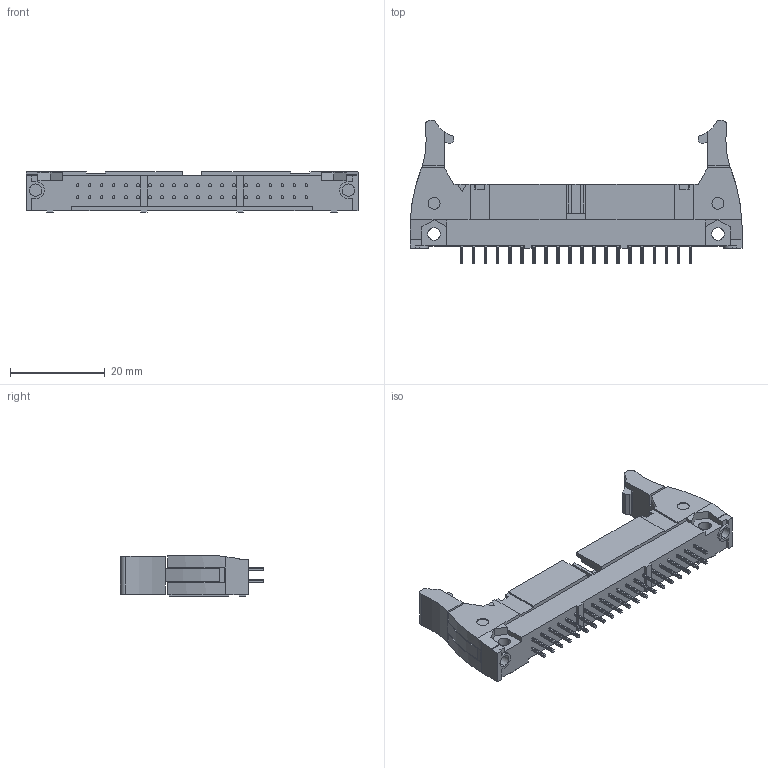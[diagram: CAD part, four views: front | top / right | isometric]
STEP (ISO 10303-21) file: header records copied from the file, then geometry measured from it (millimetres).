
FILE_DESCRIPTION (( 'STEP AP214' ), '1' );
FILE_NAME ('XG4A_4031.step', '2019-03-18T12:22:51', ( 'OSMC1.0 ' ), ( ' ' ), 'SwSTEP 2.0', 'SolidWorks 2002025', '' );
FILE_SCHEMA (( 'AUTOMOTIVE_DESIGN' ));
Length unit declared in the file: millimetre
Products named in the file (1): XG4A_4031
Bounding box: 70.1 x 30.2 x 8.5 mm (x, y, z)
Volume: 5602.4 mm3; surface area: 5838.9 mm2
Topology: 1 solids, 1 shells, 751 faces, 1987 edges, 1320 vertices
Faces by surface type: plane 721, cylinder 30
Entity records: 27149 total; most frequent: CARTESIAN_POINT 4065, ORIENTED_EDGE 3974, DIRECTION 3577, EDGE_CURVE 1987, LINE 1897, VECTOR 1897, VERTEX_POINT 1320, AXIS2_PLACEMENT_3D 840
